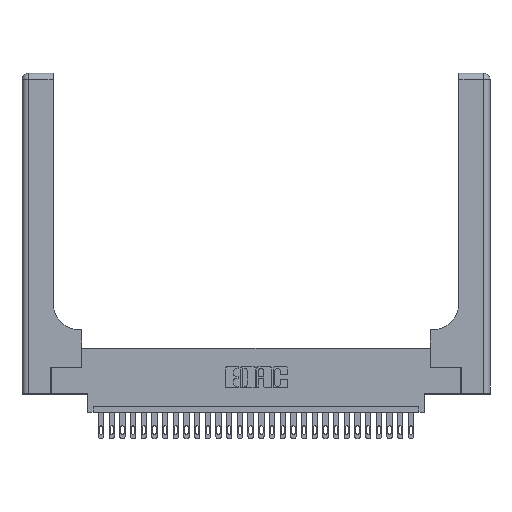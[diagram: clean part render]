
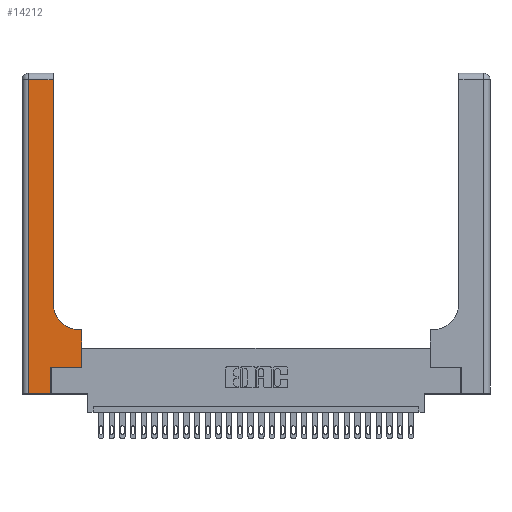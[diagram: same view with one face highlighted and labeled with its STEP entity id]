
A CAD part, top view. The second image highlights one B-rep face of the part: STEP entity #14212.
In plain terms, the highlighted planar face has unit normal (0, 0, 1).
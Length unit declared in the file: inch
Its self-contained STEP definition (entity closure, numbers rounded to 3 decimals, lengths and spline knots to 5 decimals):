
#1002 = DIRECTION ( 'NONE',  ( -1., 0., 0. ) ) ;
#1134 = DIRECTION ( 'NONE',  ( 1., 0., 0. ) ) ;
#1232 = DIRECTION ( 'NONE',  ( 1., 0., 0. ) ) ;
#1741 = ORIENTED_EDGE ( 'NONE', *, *, #17662, .T. ) ;
#1839 = DIRECTION ( 'NONE',  ( 0., 0., -1. ) ) ;
#1947 = PLANE ( 'NONE',  #24113 ) ;
#2328 = ORIENTED_EDGE ( 'NONE', *, *, #15131, .T. ) ;
#4487 = CARTESIAN_POINT ( 'NONE',  ( 0.5585, 0.25, 0.37 ) ) ;
#5253 = CARTESIAN_POINT ( 'NONE',  ( 0.2915, 0.85, 0.37 ) ) ;
#5687 = VERTEX_POINT ( 'NONE', #6998 ) ;
#5898 = CARTESIAN_POINT ( 'NONE',  ( 0.2915, 0.6, 0.37 ) ) ;
#6856 = VERTEX_POINT ( 'NONE', #24033 ) ;
#6857 = VECTOR ( 'NONE', #8438, 39.37008 ) ;
#6954 = DIRECTION ( 'NONE',  ( 0., 0., -1. ) ) ;
#6998 = CARTESIAN_POINT ( 'NONE',  ( 0.2915, 2.94, 0.37 ) ) ;
#7212 = EDGE_CURVE ( 'NONE', #5687, #27773, #7636, .T. ) ;
#7430 = EDGE_CURVE ( 'NONE', #20216, #6856, #9048, .T. ) ;
#7503 = LINE ( 'NONE', #28563, #25215 ) ;
#7578 = CARTESIAN_POINT ( 'NONE',  ( 0.06, 0., 0.37 ) ) ;
#7636 = LINE ( 'NONE', #14558, #12211 ) ;
#8438 = DIRECTION ( 'NONE',  ( 1., 0., 0. ) ) ;
#8722 = EDGE_CURVE ( 'NONE', #14002, #25853, #15661, .T. ) ;
#8817 = EDGE_LOOP ( 'NONE', ( #28070, #14320, #1741, #20473, #26510, #17865, #2328, #19306, #16012 ) ) ;
#9042 = DIRECTION ( 'NONE',  ( 0., 1., 0. ) ) ;
#9048 = LINE ( 'NONE', #5898, #9740 ) ;
#9740 = VECTOR ( 'NONE', #21910, 39.37008 ) ;
#9779 = EDGE_CURVE ( 'NONE', #6856, #20469, #18394, .T. ) ;
#10612 = VERTEX_POINT ( 'NONE', #4487 ) ;
#11164 = VECTOR ( 'NONE', #9042, 39.37008 ) ;
#11523 = VECTOR ( 'NONE', #16388, 39.37008 ) ;
#11653 = CARTESIAN_POINT ( 'NONE',  ( 0.269, 0., 0.37 ) ) ;
#12161 = CARTESIAN_POINT ( 'NONE',  ( 0.06, 2.94, 0.37 ) ) ;
#12211 = VECTOR ( 'NONE', #1002, 39.37008 ) ;
#13584 = CARTESIAN_POINT ( 'NONE',  ( 0., 3., 0.37 ) ) ;
#14002 = VERTEX_POINT ( 'NONE', #7578 ) ;
#14212 = ADVANCED_FACE ( 'NONE', ( #20339 ), #1947, .F. ) ;
#14213 = VECTOR ( 'NONE', #15215, 39.37008 ) ;
#14320 = ORIENTED_EDGE ( 'NONE', *, *, #7212, .T. ) ;
#14558 = CARTESIAN_POINT ( 'NONE',  ( 0., 2.94, 0.37 ) ) ;
#14656 = EDGE_CURVE ( 'NONE', #20469, #5687, #24669, .T. ) ;
#15131 = EDGE_CURVE ( 'NONE', #10612, #20216, #27797, .T. ) ;
#15215 = DIRECTION ( 'NONE',  ( 0., 1., 0. ) ) ;
#15661 = LINE ( 'NONE', #19778, #6857 ) ;
#15679 = DIRECTION ( 'NONE',  ( -1., 0., 0. ) ) ;
#15987 = LINE ( 'NONE', #28433, #14213 ) ;
#16012 = ORIENTED_EDGE ( 'NONE', *, *, #9779, .T. ) ;
#16388 = DIRECTION ( 'NONE',  ( 0., 1., 0. ) ) ;
#17317 = DIRECTION ( 'NONE',  ( 0., -1., 0. ) ) ;
#17662 = EDGE_CURVE ( 'NONE', #27773, #14002, #7503, .T. ) ;
#17865 = ORIENTED_EDGE ( 'NONE', *, *, #27724, .T. ) ;
#18394 = CIRCLE ( 'NONE', #27968, 0.25 ) ;
#18838 = VECTOR ( 'NONE', #1134, 39.37008 ) ;
#19306 = ORIENTED_EDGE ( 'NONE', *, *, #7430, .T. ) ;
#19778 = CARTESIAN_POINT ( 'NONE',  ( 0., 0., 0.37 ) ) ;
#20216 = VERTEX_POINT ( 'NONE', #22029 ) ;
#20339 = FACE_OUTER_BOUND ( 'NONE', #8817, .T. ) ;
#20469 = VERTEX_POINT ( 'NONE', #5253 ) ;
#20473 = ORIENTED_EDGE ( 'NONE', *, *, #8722, .T. ) ;
#20759 = CARTESIAN_POINT ( 'NONE',  ( 0.5415, 0.85, 0.37 ) ) ;
#21910 = DIRECTION ( 'NONE',  ( -1., 0., 0. ) ) ;
#22029 = CARTESIAN_POINT ( 'NONE',  ( 0.5585, 0.6, 0.37 ) ) ;
#22610 = VERTEX_POINT ( 'NONE', #24072 ) ;
#22876 = CARTESIAN_POINT ( 'NONE',  ( 0.2915, 3., 0.37 ) ) ;
#23165 = LINE ( 'NONE', #26041, #18838 ) ;
#24033 = CARTESIAN_POINT ( 'NONE',  ( 0.5415, 0.6, 0.37 ) ) ;
#24072 = CARTESIAN_POINT ( 'NONE',  ( 0.269, 0.25, 0.37 ) ) ;
#24113 = AXIS2_PLACEMENT_3D ( 'NONE', #13584, #1839, #15679 ) ;
#24669 = LINE ( 'NONE', #22876, #11164 ) ;
#25215 = VECTOR ( 'NONE', #17317, 39.37008 ) ;
#25853 = VERTEX_POINT ( 'NONE', #11653 ) ;
#26041 = CARTESIAN_POINT ( 'NONE',  ( 0.269, 0.25, 0.37 ) ) ;
#26510 = ORIENTED_EDGE ( 'NONE', *, *, #29070, .T. ) ;
#27438 = CARTESIAN_POINT ( 'NONE',  ( 0.5585, 0.25, 0.37 ) ) ;
#27724 = EDGE_CURVE ( 'NONE', #22610, #10612, #23165, .T. ) ;
#27773 = VERTEX_POINT ( 'NONE', #12161 ) ;
#27797 = LINE ( 'NONE', #27438, #11523 ) ;
#27968 = AXIS2_PLACEMENT_3D ( 'NONE', #20759, #6954, #1232 ) ;
#28070 = ORIENTED_EDGE ( 'NONE', *, *, #14656, .T. ) ;
#28433 = CARTESIAN_POINT ( 'NONE',  ( 0.269, 0., 0.37 ) ) ;
#28563 = CARTESIAN_POINT ( 'NONE',  ( 0.06, 3., 0.37 ) ) ;
#29070 = EDGE_CURVE ( 'NONE', #25853, #22610, #15987, .T. ) ;
